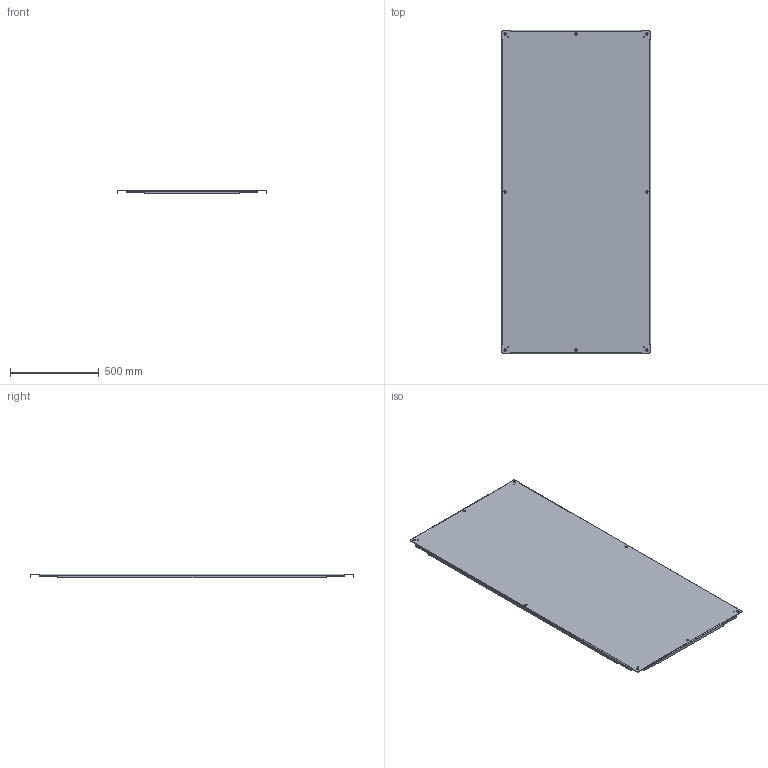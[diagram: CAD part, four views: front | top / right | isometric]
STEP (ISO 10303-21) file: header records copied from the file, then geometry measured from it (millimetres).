
FILE_DESCRIPTION (( 'STEP AP214' ), '1' );
FILE_NAME ('SCE-N80P40GALV.STEP', '2024-04-24T19:02:36', ( '' ), ( '' ), 'SwSTEP 2.0', 'SolidWorks 2023', '' );
FILE_SCHEMA (( 'AUTOMOTIVE_DESIGN' ));
Length unit declared in the file: inch
Products named in the file (1): SCE-N80P40GALV
Bounding box: 842.96 x 1827.21 x 22.23 mm (x, y, z)
Volume: 5133843.3 mm3; surface area: 3252439.5 mm2
Topology: 1 solids, 1 shells, 122 faces, 328 edges, 208 vertices
Faces by surface type: cylinder 52, plane 46, bspline 24
Entity records: 4484 total; most frequent: CARTESIAN_POINT 1406, ORIENTED_EDGE 656, DIRECTION 597, EDGE_CURVE 328, VERTEX_POINT 208, AXIS2_PLACEMENT_3D 203, LINE 191, VECTOR 191
